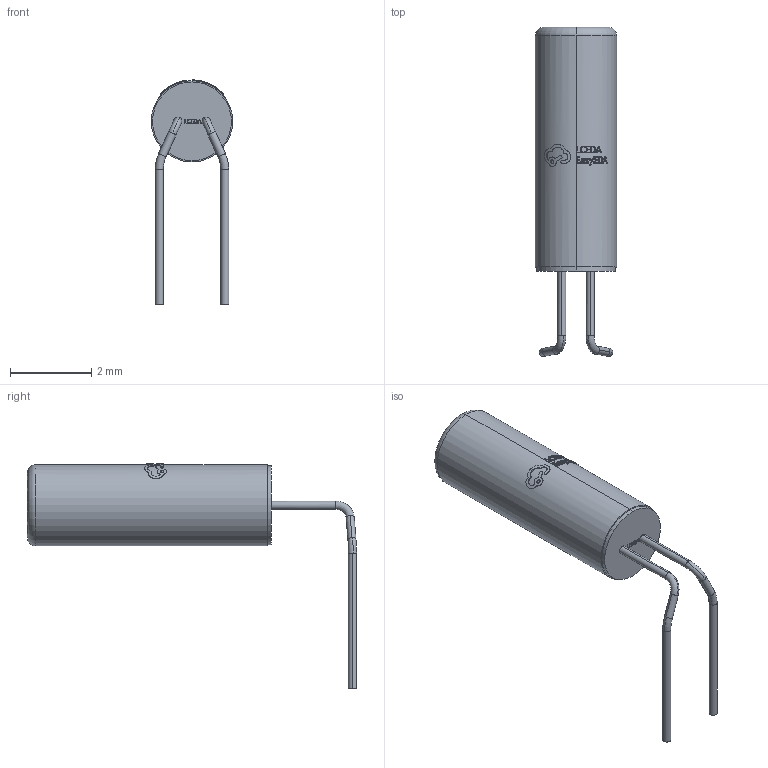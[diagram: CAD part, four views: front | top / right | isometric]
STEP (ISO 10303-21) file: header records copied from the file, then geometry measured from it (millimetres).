
FILE_DESCRIPTION (( 'STEP AP214' ), '1' );
FILE_NAME ('OSC-TH_BD2.0-H6.0-P1.6.step', '2022-07-07T03:33:42', ( '' ), ( '' ), 'SwSTEP 2.0', 'SolidWorks 2020', '' );
FILE_SCHEMA (( 'AUTOMOTIVE_DESIGN' ));
Length unit declared in the file: millimetre
Products named in the file (1): OSC-TH_BD2.0-H6.0-P1.6
Bounding box: 2 x 8.1 x 5.52 mm (x, y, z)
Volume: 19.2 mm3; surface area: 51.7 mm2
Topology: 1 solids, 1 shells, 313 faces, 844 edges, 562 vertices
Faces by surface type: bspline 135, plane 133, cylinder 35, torus 10
Entity records: 14724 total; most frequent: CARTESIAN_POINT 4452, ORIENTED_EDGE 1688, DIRECTION 939, EDGE_CURVE 844, VERTEX_POINT 562, B_SPLINE_CURVE_WITH_KNOTS 419, EDGE_LOOP 342, AXIS2_PLACEMENT_3D 335
